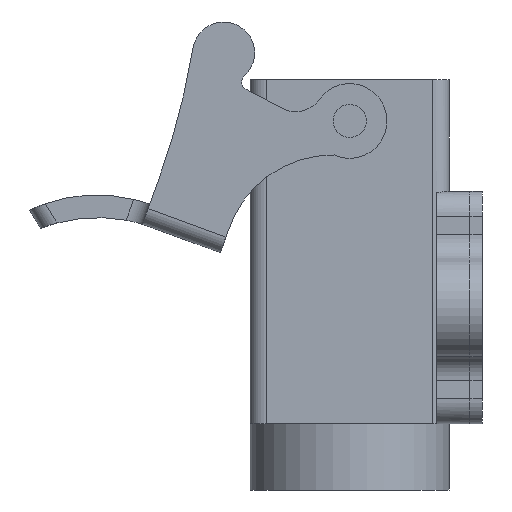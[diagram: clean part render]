
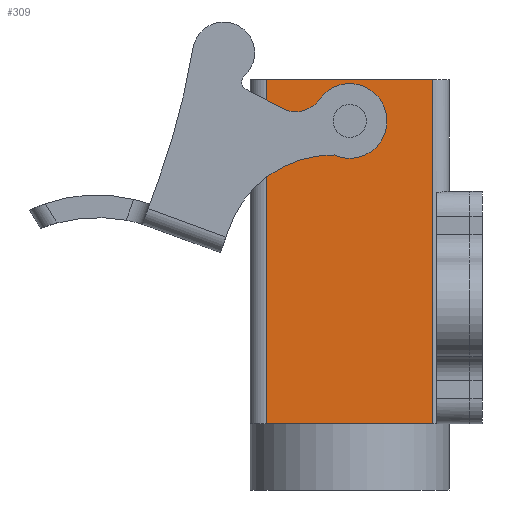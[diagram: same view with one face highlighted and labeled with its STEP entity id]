
A CAD part, left-side view. The second image highlights one B-rep face of the part: STEP entity #309.
In plain terms, the highlighted planar face has unit normal (-1, 0, 0).
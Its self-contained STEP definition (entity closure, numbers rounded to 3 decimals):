
#309 = ADVANCED_FACE ( 'NONE', ( #4753, #4754 ), #2046, .T. ) ;
#368 = CARTESIAN_POINT ( 'NONE',  ( 2., 14.5, 11.5 ) ) ;
#545 = AXIS2_PLACEMENT_3D ( 'NONE', #2045, #2043, #2035 ) ;
#679 = EDGE_LOOP ( 'NONE', ( #873 ) ) ;
#706 = EDGE_LOOP ( 'NONE', ( #811, #879, #968, #794, #876 ) ) ;
#794 = ORIENTED_EDGE ( 'NONE', *, *, #1672, .T. ) ;
#811 = ORIENTED_EDGE ( 'NONE', *, *, #1644, .T. ) ;
#873 = ORIENTED_EDGE ( 'NONE', *, *, #1617, .F. ) ;
#876 = ORIENTED_EDGE ( 'NONE', *, *, #1683, .T. ) ;
#879 = ORIENTED_EDGE ( 'NONE', *, *, #4125, .F. ) ;
#968 = ORIENTED_EDGE ( 'NONE', *, *, #4124, .F. ) ;
#1073 = CARTESIAN_POINT ( 'NONE',  ( 2., 4.5, 13.5 ) ) ;
#1111 = CARTESIAN_POINT ( 'NONE',  ( 2., 14.477, -28. ) ) ;
#1118 = CARTESIAN_POINT ( 'NONE',  ( 2., 4.5, -28. ) ) ;
#1300 = CARTESIAN_POINT ( 'NONE',  ( 2., 24.5, -28. ) ) ;
#1354 = DIRECTION ( 'NONE',  ( 0., 1., 0. ) ) ;
#1580 = DIRECTION ( 'NONE',  ( 0., 1., 0. ) ) ;
#1582 = CARTESIAN_POINT ( 'NONE',  ( 2., 4.5, -28. ) ) ;
#1584 = CARTESIAN_POINT ( 'NONE',  ( 2., 4.5, -28. ) ) ;
#1617 = EDGE_CURVE ( 'NONE', #5859, #5859, #5070, .T. ) ;
#1644 = EDGE_CURVE ( 'NONE', #2357, #2532, #5630, .T. ) ;
#1672 = EDGE_CURVE ( 'NONE', #2455, #2500, #5681, .T. ) ;
#1683 = EDGE_CURVE ( 'NONE', #2500, #2357, #5699, .T. ) ;
#2035 = DIRECTION ( 'NONE',  ( 0., 0., 1. ) ) ;
#2043 = DIRECTION ( 'NONE',  ( -1., 0., 0. ) ) ;
#2045 = CARTESIAN_POINT ( 'NONE',  ( 2., 2.5, -26. ) ) ;
#2046 = PLANE ( 'NONE',  #545 ) ;
#2357 = VERTEX_POINT ( 'NONE', #3105 ) ;
#2446 = VERTEX_POINT ( 'NONE', #1111 ) ;
#2455 = VERTEX_POINT ( 'NONE', #1118 ) ;
#2500 = VERTEX_POINT ( 'NONE', #1073 ) ;
#2532 = VERTEX_POINT ( 'NONE', #1300 ) ;
#3105 = CARTESIAN_POINT ( 'NONE',  ( 2., 24.5, 13.5 ) ) ;
#3303 = DIRECTION ( 'NONE',  ( 0., 1., 0. ) ) ;
#3311 = CARTESIAN_POINT ( 'NONE',  ( 2., 2.5, 13.5 ) ) ;
#3351 = DIRECTION ( 'NONE',  ( 0., 0., 1. ) ) ;
#3360 = CARTESIAN_POINT ( 'NONE',  ( 2., 4.5, 13.5 ) ) ;
#3531 = DIRECTION ( 'NONE',  ( 0., 0., -1. ) ) ;
#3532 = CARTESIAN_POINT ( 'NONE',  ( 2., 24.5, -26. ) ) ;
#3665 = DIRECTION ( 'NONE',  ( 0., 0., 1. ) ) ;
#3666 = DIRECTION ( 'NONE',  ( -1., 0., 0. ) ) ;
#3667 = CARTESIAN_POINT ( 'NONE',  ( 2., 14.5, 8.5 ) ) ;
#4124 = EDGE_CURVE ( 'NONE', #2455, #2446, #5819, .T. ) ;
#4125 = EDGE_CURVE ( 'NONE', #2446, #2532, #5820, .T. ) ;
#4753 = FACE_OUTER_BOUND ( 'NONE', #706, .T. ) ;
#4754 = FACE_BOUND ( 'NONE', #679, .T. ) ;
#5070 = CIRCLE ( 'NONE', #5089, 3. ) ;
#5089 = AXIS2_PLACEMENT_3D ( 'NONE', #3667, #3666, #3665 ) ;
#5154 = VECTOR ( 'NONE', #3531, 1000. ) ;
#5217 = VECTOR ( 'NONE', #3351, 1000. ) ;
#5240 = VECTOR ( 'NONE', #3303, 1000. ) ;
#5460 = VECTOR ( 'NONE', #1354, 1000. ) ;
#5462 = VECTOR ( 'NONE', #1580, 1000. ) ;
#5630 = LINE ( 'NONE', #3532, #5154 ) ;
#5681 = LINE ( 'NONE', #3360, #5217 ) ;
#5699 = LINE ( 'NONE', #3311, #5240 ) ;
#5819 = LINE ( 'NONE', #1582, #5460 ) ;
#5820 = LINE ( 'NONE', #1584, #5462 ) ;
#5859 = VERTEX_POINT ( 'NONE', #368 ) ;
